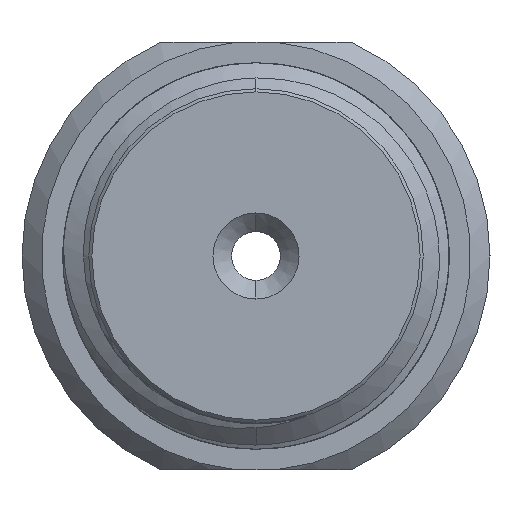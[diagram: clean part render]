
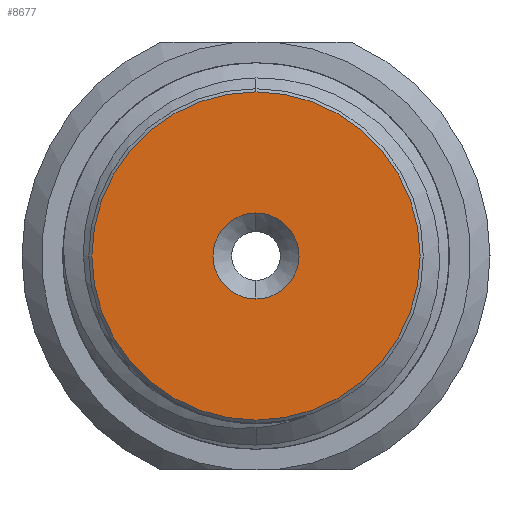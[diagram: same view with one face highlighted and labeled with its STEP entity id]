
A CAD part, left-side view. The second image highlights one B-rep face of the part: STEP entity #8677.
In plain terms, the highlighted planar face has unit normal (-1, 0, 0).
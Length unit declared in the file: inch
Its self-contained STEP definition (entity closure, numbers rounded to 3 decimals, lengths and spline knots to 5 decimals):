
#388 = DIRECTION ( 'NONE',  ( 0., 0., 1. ) ) ;
#633 = DIRECTION ( 'NONE',  ( 0., 0., -1. ) ) ;
#973 = AXIS2_PLACEMENT_3D ( 'NONE', #10791, #5145, #8398 ) ;
#1168 = CIRCLE ( 'NONE', #973, 0.069 ) ;
#1176 = AXIS2_PLACEMENT_3D ( 'NONE', #3445, #5864, #13668 ) ;
#1943 = VERTEX_POINT ( 'NONE', #6686 ) ;
#2311 = AXIS2_PLACEMENT_3D ( 'NONE', #4759, #12672, #388 ) ;
#2910 = PLANE ( 'NONE',  #9870 ) ;
#2942 = FACE_OUTER_BOUND ( 'NONE', #6864, .T. ) ;
#3226 = EDGE_CURVE ( 'NONE', #5825, #1943, #1168, .T. ) ;
#3445 = CARTESIAN_POINT ( 'NONE',  ( -0.63, 0., 0. ) ) ;
#3859 = CARTESIAN_POINT ( 'NONE',  ( -0.63, 0., 0. ) ) ;
#4564 = CARTESIAN_POINT ( 'NONE',  ( -0.63, 0., -0.263 ) ) ;
#4759 = CARTESIAN_POINT ( 'NONE',  ( -0.63, 0., 0. ) ) ;
#5145 = DIRECTION ( 'NONE',  ( -1., 0., 0. ) ) ;
#5403 = EDGE_LOOP ( 'NONE', ( #9299, #12291 ) ) ;
#5825 = VERTEX_POINT ( 'NONE', #12730 ) ;
#5864 = DIRECTION ( 'NONE',  ( 1., 0., 0. ) ) ;
#6253 = CIRCLE ( 'NONE', #1176, 0.263 ) ;
#6686 = CARTESIAN_POINT ( 'NONE',  ( -0.63, 0., 0.069 ) ) ;
#6864 = EDGE_LOOP ( 'NONE', ( #9166, #11575 ) ) ;
#7266 = VERTEX_POINT ( 'NONE', #10681 ) ;
#7454 = CARTESIAN_POINT ( 'NONE',  ( -0.63, 0., 0. ) ) ;
#7505 = DIRECTION ( 'NONE',  ( 1., 0., 0. ) ) ;
#8398 = DIRECTION ( 'NONE',  ( 0., 0., 1. ) ) ;
#8405 = VERTEX_POINT ( 'NONE', #4564 ) ;
#8677 = ADVANCED_FACE ( 'NONE', ( #11467, #2942 ), #2910, .F. ) ;
#8918 = CIRCLE ( 'NONE', #2311, 0.069 ) ;
#9166 = ORIENTED_EDGE ( 'NONE', *, *, #12925, .F. ) ;
#9299 = ORIENTED_EDGE ( 'NONE', *, *, #10924, .F. ) ;
#9870 = AXIS2_PLACEMENT_3D ( 'NONE', #7454, #7505, #633 ) ;
#10287 = AXIS2_PLACEMENT_3D ( 'NONE', #3859, #11857, #11763 ) ;
#10681 = CARTESIAN_POINT ( 'NONE',  ( -0.63, 0., 0.263 ) ) ;
#10791 = CARTESIAN_POINT ( 'NONE',  ( -0.63, 0., 0. ) ) ;
#10924 = EDGE_CURVE ( 'NONE', #1943, #5825, #8918, .T. ) ;
#11467 = FACE_BOUND ( 'NONE', #5403, .T. ) ;
#11575 = ORIENTED_EDGE ( 'NONE', *, *, #13173, .F. ) ;
#11763 = DIRECTION ( 'NONE',  ( 0., 0., -1. ) ) ;
#11857 = DIRECTION ( 'NONE',  ( 1., 0., 0. ) ) ;
#12291 = ORIENTED_EDGE ( 'NONE', *, *, #3226, .F. ) ;
#12672 = DIRECTION ( 'NONE',  ( -1., 0., 0. ) ) ;
#12730 = CARTESIAN_POINT ( 'NONE',  ( -0.63, 0., -0.069 ) ) ;
#12925 = EDGE_CURVE ( 'NONE', #8405, #7266, #13680, .T. ) ;
#13173 = EDGE_CURVE ( 'NONE', #7266, #8405, #6253, .T. ) ;
#13668 = DIRECTION ( 'NONE',  ( 0., 0., -1. ) ) ;
#13680 = CIRCLE ( 'NONE', #10287, 0.263 ) ;
